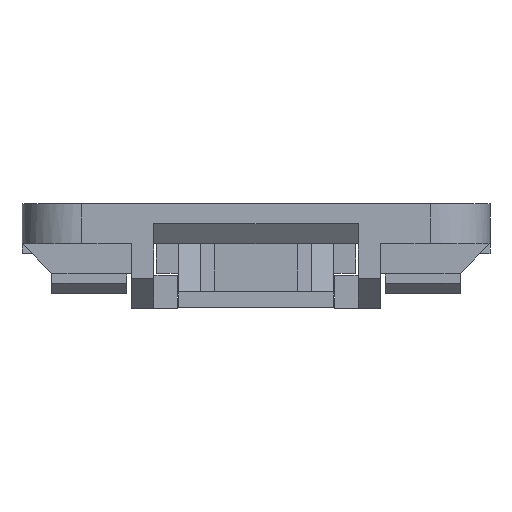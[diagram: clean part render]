
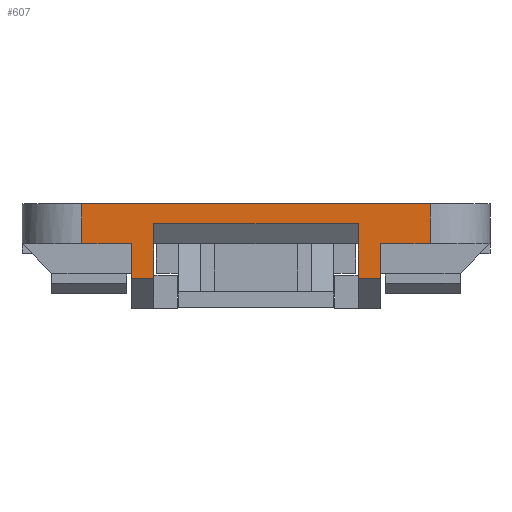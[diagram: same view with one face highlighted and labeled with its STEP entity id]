
A CAD part, front view. The second image highlights one B-rep face of the part: STEP entity #607.
In plain terms, the highlighted planar face has unit normal (0, -1, 0).
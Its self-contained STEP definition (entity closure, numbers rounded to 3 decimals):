
#523=AXIS2_PLACEMENT_3D('Plane Axis2P3D',#520,#521,#522) ;
#84=CARTESIAN_POINT('Vertex',(6.,1.2,10.5)) ;
#87=CARTESIAN_POINT('Line Origine',(23.5,1.2,10.5)) ;
#91=CARTESIAN_POINT('Vertex',(41.,1.2,10.5)) ;
#501=CARTESIAN_POINT('Vertex',(6.,1.2,6.5)) ;
#504=CARTESIAN_POINT('Line Origine',(6.,1.2,10.)) ;
#520=CARTESIAN_POINT('Axis2P3D Location',(0.,1.2,9.5)) ;
#525=CARTESIAN_POINT('Line Origine',(33.75,1.2,5.75)) ;
#529=CARTESIAN_POINT('Vertex',(33.75,1.2,8.5)) ;
#531=CARTESIAN_POINT('Vertex',(33.75,1.2,3.)) ;
#534=CARTESIAN_POINT('Line Origine',(34.875,1.2,3.)) ;
#538=CARTESIAN_POINT('Vertex',(36.,1.2,3.)) ;
#541=CARTESIAN_POINT('Line Origine',(36.,1.2,4.75)) ;
#545=CARTESIAN_POINT('Vertex',(36.,1.2,6.5)) ;
#548=CARTESIAN_POINT('Line Origine',(38.5,1.2,6.5)) ;
#552=CARTESIAN_POINT('Vertex',(41.,1.2,6.5)) ;
#555=CARTESIAN_POINT('Line Origine',(41.,1.2,8.5)) ;
#560=CARTESIAN_POINT('Line Origine',(8.5,1.2,6.5)) ;
#564=CARTESIAN_POINT('Vertex',(11.,1.2,6.5)) ;
#567=CARTESIAN_POINT('Line Origine',(11.,1.2,4.75)) ;
#571=CARTESIAN_POINT('Vertex',(11.,1.2,3.)) ;
#574=CARTESIAN_POINT('Line Origine',(12.125,1.2,3.)) ;
#578=CARTESIAN_POINT('Vertex',(13.25,1.2,3.)) ;
#581=CARTESIAN_POINT('Line Origine',(13.25,1.2,5.75)) ;
#585=CARTESIAN_POINT('Vertex',(13.25,1.2,8.5)) ;
#588=CARTESIAN_POINT('Line Origine',(23.5,1.2,8.5)) ;
#88=DIRECTION('Vector Direction',(-1.,0.,0.)) ;
#505=DIRECTION('Vector Direction',(0.,0.,1.)) ;
#521=DIRECTION('Axis2P3D Direction',(-0.,1.,0.)) ;
#522=DIRECTION('Axis2P3D XDirection',(1.,0.,0.)) ;
#526=DIRECTION('Vector Direction',(0.,0.,-1.)) ;
#535=DIRECTION('Vector Direction',(1.,0.,0.)) ;
#542=DIRECTION('Vector Direction',(0.,0.,1.)) ;
#549=DIRECTION('Vector Direction',(-1.,0.,0.)) ;
#556=DIRECTION('Vector Direction',(0.,0.,-1.)) ;
#561=DIRECTION('Vector Direction',(-1.,0.,0.)) ;
#568=DIRECTION('Vector Direction',(0.,0.,-1.)) ;
#575=DIRECTION('Vector Direction',(-1.,0.,0.)) ;
#582=DIRECTION('Vector Direction',(0.,0.,1.)) ;
#589=DIRECTION('Vector Direction',(1.,0.,0.)) ;
#89=VECTOR('Line Direction',#88,1.) ;
#506=VECTOR('Line Direction',#505,1.) ;
#527=VECTOR('Line Direction',#526,1.) ;
#536=VECTOR('Line Direction',#535,1.) ;
#543=VECTOR('Line Direction',#542,1.) ;
#550=VECTOR('Line Direction',#549,1.) ;
#557=VECTOR('Line Direction',#556,1.) ;
#562=VECTOR('Line Direction',#561,1.) ;
#569=VECTOR('Line Direction',#568,1.) ;
#576=VECTOR('Line Direction',#575,1.) ;
#583=VECTOR('Line Direction',#582,1.) ;
#590=VECTOR('Line Direction',#589,1.) ;
#594=ORIENTED_EDGE('',*,*,#533,.T.) ;
#595=ORIENTED_EDGE('',*,*,#540,.T.) ;
#596=ORIENTED_EDGE('',*,*,#547,.T.) ;
#597=ORIENTED_EDGE('',*,*,#554,.F.) ;
#598=ORIENTED_EDGE('',*,*,#559,.F.) ;
#599=ORIENTED_EDGE('',*,*,#93,.F.) ;
#600=ORIENTED_EDGE('',*,*,#508,.F.) ;
#601=ORIENTED_EDGE('',*,*,#566,.F.) ;
#602=ORIENTED_EDGE('',*,*,#573,.T.) ;
#603=ORIENTED_EDGE('',*,*,#580,.F.) ;
#604=ORIENTED_EDGE('',*,*,#587,.T.) ;
#605=ORIENTED_EDGE('',*,*,#592,.T.) ;
#607=ADVANCED_FACE('RASTFUSS',(#606),#524,.F.) ;
#93=EDGE_CURVE('',#85,#92,#90,.F.) ;
#508=EDGE_CURVE('',#502,#85,#507,.T.) ;
#533=EDGE_CURVE('',#530,#532,#528,.T.) ;
#540=EDGE_CURVE('',#532,#539,#537,.T.) ;
#547=EDGE_CURVE('',#539,#546,#544,.T.) ;
#554=EDGE_CURVE('',#553,#546,#551,.T.) ;
#559=EDGE_CURVE('',#92,#553,#558,.T.) ;
#566=EDGE_CURVE('',#565,#502,#563,.T.) ;
#573=EDGE_CURVE('',#565,#572,#570,.T.) ;
#580=EDGE_CURVE('',#579,#572,#577,.T.) ;
#587=EDGE_CURVE('',#579,#586,#584,.T.) ;
#592=EDGE_CURVE('',#586,#530,#591,.T.) ;
#593=EDGE_LOOP('',(#594,#595,#596,#597,#598,#599,#600,#601,#602,#603,#604,#605)) ;
#606=FACE_OUTER_BOUND('',#593,.T.) ;
#90=LINE('Line',#87,#89) ;
#507=LINE('Line',#504,#506) ;
#528=LINE('Line',#525,#527) ;
#537=LINE('Line',#534,#536) ;
#544=LINE('Line',#541,#543) ;
#551=LINE('Line',#548,#550) ;
#558=LINE('Line',#555,#557) ;
#563=LINE('Line',#560,#562) ;
#570=LINE('Line',#567,#569) ;
#577=LINE('Line',#574,#576) ;
#584=LINE('Line',#581,#583) ;
#591=LINE('Line',#588,#590) ;
#524=PLANE('',#523) ;
#85=VERTEX_POINT('',#84) ;
#92=VERTEX_POINT('',#91) ;
#502=VERTEX_POINT('',#501) ;
#530=VERTEX_POINT('',#529) ;
#532=VERTEX_POINT('',#531) ;
#539=VERTEX_POINT('',#538) ;
#546=VERTEX_POINT('',#545) ;
#553=VERTEX_POINT('',#552) ;
#565=VERTEX_POINT('',#564) ;
#572=VERTEX_POINT('',#571) ;
#579=VERTEX_POINT('',#578) ;
#586=VERTEX_POINT('',#585) ;
